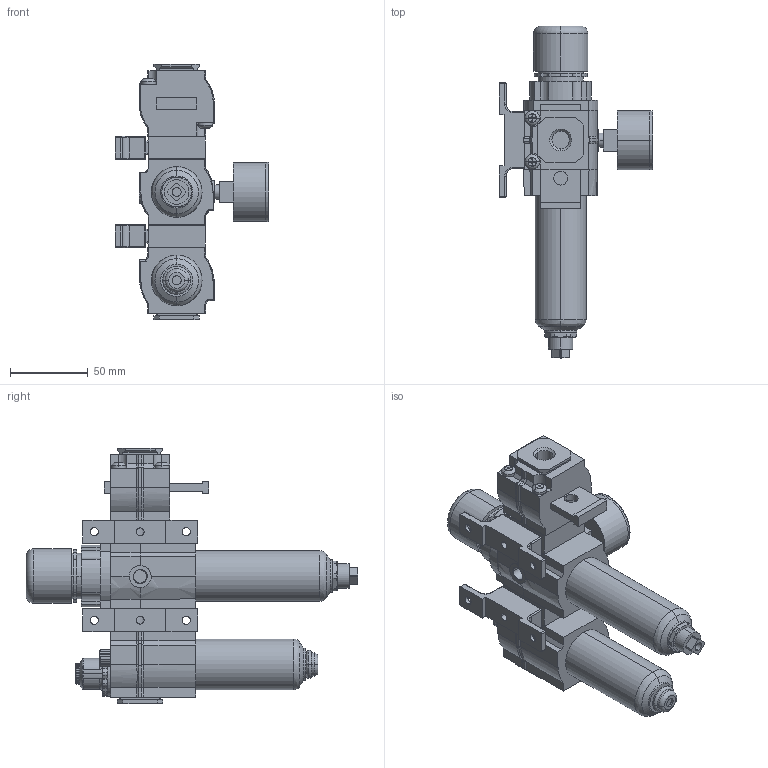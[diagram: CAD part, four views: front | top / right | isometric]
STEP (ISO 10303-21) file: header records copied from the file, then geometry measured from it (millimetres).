
FILE_DESCRIPTION (( 'STEP AP214' ), '1' );
FILE_NAME ('Norgren-BL72-221G.STEP', '2020-07-06T14:48:50', ( '' ), ( '' ), 'SwSTEP 2.0', 'SolidWorks 2020', '' );
FILE_SCHEMA (( 'AUTOMOTIVE_DESIGN' ));
Length unit declared in the file: millimetre
Products named in the file (21): BL72_ss_02; BL72_Nut-retainer; BL72_ss_43; BL72_T72_2; BL72_ss_09_A; BL72_B72g_2KAL; BL72_ss_14; BL_72-2; BL72_Auto Drain; BL72_ss_16; BL72_Screw; Bl72_ss_74; BL72_Slide; BL72_ss_08-L_E; BL72_gauge; BL72_ss_41; BL72_ss_21_1; BL72_4213-89; BL72_L72_2ET; Norgren-BL72-221G; BL72_4214-51
Assembly tree (25 placements, depth 4):
  Norgren-BL72-221G
    BL72_B72g_2KAL
      BL72_ss_43
      BL72_ss_09_A
      BL72_ss_02
      BL72_Auto Drain
      BL72_Nut-retainer
    BL72_L72_2ET
      BL72_ss_08-L_E
      BL_72-2
        BL72_ss_14
        BL72_ss_41
        Bl72_ss_74
      BL72_ss_16
    BL72_gauge
    BL72_T72_2
      BL72_ss_21_1
      BL72_Slide
      BL72_Screw  x4
    BL72_4214-51  x2
    BL72_4213-89  x2
Bounding box: 98.85 x 213.14 x 163.75 mm (x, y, z)
Volume: 535791.4 mm3; surface area: 119185.3 mm2
Topology: 22 solids, 24 shells, 1050 faces, 2544 edges, 1575 vertices
Faces by surface type: plane 536, cylinder 344, bspline 78, cone 52, torus 24, sphere 16
Entity records: 33261 total; most frequent: CARTESIAN_POINT 7481, ORIENTED_EDGE 4184, DIRECTION 4111, EDGE_CURVE 2092, AXIS2_PLACEMENT_3D 1404, VERTEX_POINT 1318, VECTOR 1303, LINE 1303
